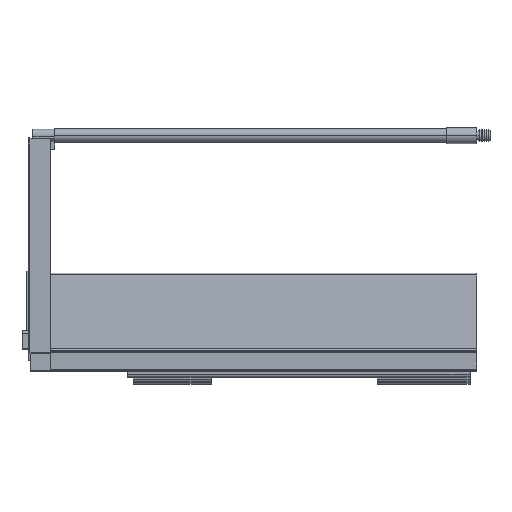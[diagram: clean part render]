
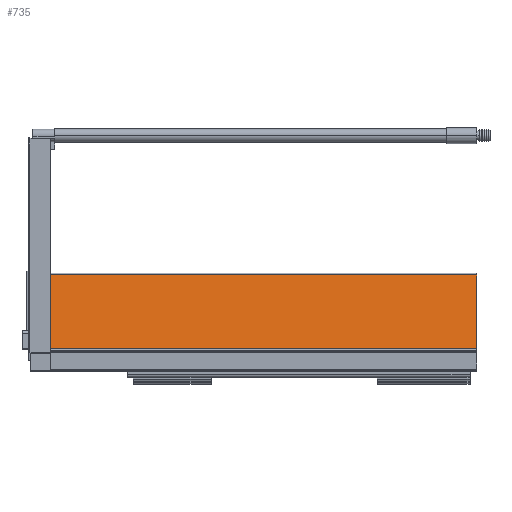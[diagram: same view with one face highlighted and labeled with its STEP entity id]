
A CAD part, top view. The second image highlights one B-rep face of the part: STEP entity #735.
In plain terms, the highlighted planar face has unit normal (0, 0.139, 0.99).
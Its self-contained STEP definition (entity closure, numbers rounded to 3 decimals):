
#277 = ORIENTED_EDGE ( 'NONE', *, *, #8980, .F. ) ;
#336 = EDGE_LOOP ( 'NONE', ( #6276, #4818, #12444, #277 ) ) ;
#450 = FACE_OUTER_BOUND ( 'NONE', #336, .T. ) ;
#735 = ADVANCED_FACE ( 'NONE', ( #450 ), #7656, .T. ) ;
#1027 = DIRECTION ( 'NONE',  ( 0., -0.99, 0.139 ) ) ;
#1074 = EDGE_CURVE ( 'NONE', #8716, #10060, #5546, .T. ) ;
#1142 = DIRECTION ( 'NONE',  ( 0., -0.99, 0.139 ) ) ;
#1717 = CARTESIAN_POINT ( 'NONE',  ( -373.5, 75.024, 25.028 ) ) ;
#2428 = LINE ( 'NONE', #3291, #3137 ) ;
#3137 = VECTOR ( 'NONE', #9116, 1000. ) ;
#3291 = CARTESIAN_POINT ( 'NONE',  ( -373.5, 75.024, 25.028 ) ) ;
#4005 = VECTOR ( 'NONE', #1142, 1000. ) ;
#4065 = LINE ( 'NONE', #8002, #4005 ) ;
#4119 = AXIS2_PLACEMENT_3D ( 'NONE', #7400, #7720, #1027 ) ;
#4588 = EDGE_CURVE ( 'NONE', #8716, #6503, #2428, .T. ) ;
#4595 = CARTESIAN_POINT ( 'NONE',  ( 0., 10.222, 34.135 ) ) ;
#4818 = ORIENTED_EDGE ( 'NONE', *, *, #1074, .T. ) ;
#4829 = CARTESIAN_POINT ( 'NONE',  ( 0., 10.222, 34.135 ) ) ;
#5347 = CARTESIAN_POINT ( 'NONE',  ( -393., 75.024, 25.028 ) ) ;
#5401 = CARTESIAN_POINT ( 'NONE',  ( 0., 75.024, 25.028 ) ) ;
#5546 = LINE ( 'NONE', #4829, #8412 ) ;
#6276 = ORIENTED_EDGE ( 'NONE', *, *, #4588, .F. ) ;
#6503 = VERTEX_POINT ( 'NONE', #1717 ) ;
#6804 = CARTESIAN_POINT ( 'NONE',  ( -373.5, 10.222, 34.135 ) ) ;
#7157 = DIRECTION ( 'NONE',  ( 1., 0., 0. ) ) ;
#7340 = LINE ( 'NONE', #5347, #11626 ) ;
#7400 = CARTESIAN_POINT ( 'NONE',  ( -393., 75.024, 25.028 ) ) ;
#7557 = EDGE_CURVE ( 'NONE', #12091, #10060, #4065, .T. ) ;
#7656 = PLANE ( 'NONE',  #4119 ) ;
#7720 = DIRECTION ( 'NONE',  ( 0., 0.139, 0.99 ) ) ;
#8002 = CARTESIAN_POINT ( 'NONE',  ( 0., 75.024, 25.028 ) ) ;
#8412 = VECTOR ( 'NONE', #12715, 1000. ) ;
#8716 = VERTEX_POINT ( 'NONE', #6804 ) ;
#8980 = EDGE_CURVE ( 'NONE', #6503, #12091, #7340, .T. ) ;
#9116 = DIRECTION ( 'NONE',  ( 0., 0.99, -0.139 ) ) ;
#10060 = VERTEX_POINT ( 'NONE', #4595 ) ;
#11626 = VECTOR ( 'NONE', #7157, 1000. ) ;
#12091 = VERTEX_POINT ( 'NONE', #5401 ) ;
#12444 = ORIENTED_EDGE ( 'NONE', *, *, #7557, .F. ) ;
#12715 = DIRECTION ( 'NONE',  ( 1., 0., 0. ) ) ;
